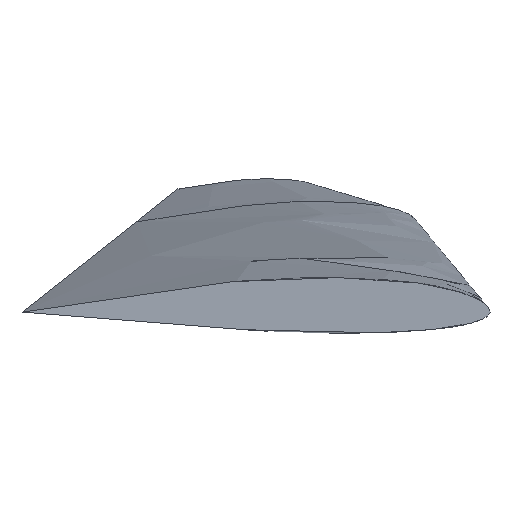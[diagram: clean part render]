
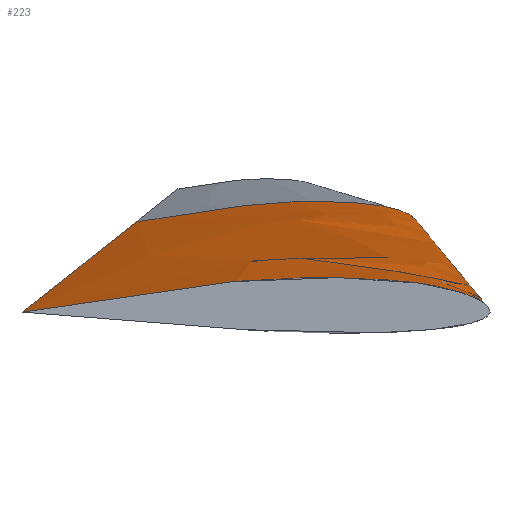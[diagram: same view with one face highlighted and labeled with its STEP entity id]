
A CAD part, left-side view. The second image highlights one B-rep face of the part: STEP entity #223.
In plain terms, the highlighted free-form (B-spline) face has degree [1, 4] with [2, 10] control points.
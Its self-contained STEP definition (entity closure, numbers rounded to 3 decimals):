
#90=CARTESIAN_POINT('Control Point',(500.,0.,0.)) ;
#91=CARTESIAN_POINT('Control Point',(1300.,45.,55.)) ;
#92=CARTESIAN_POINT('Vertex',(500.,0.,0.)) ;
#94=CARTESIAN_POINT('Vertex',(1300.,45.,55.)) ;
#116=CARTESIAN_POINT('Vertex',(500.,285.,0.)) ;
#120=CARTESIAN_POINT('Control Point',(500.,285.,0.)) ;
#121=CARTESIAN_POINT('Control Point',(1300.,215.,55.)) ;
#122=CARTESIAN_POINT('Vertex',(1300.,215.,55.)) ;
#153=CARTESIAN_POINT('Control Point',(500.,285.,0.)) ;
#154=CARTESIAN_POINT('Control Point',(500.,268.638,2.374)) ;
#155=CARTESIAN_POINT('Control Point',(500.,225.29,9.108)) ;
#156=CARTESIAN_POINT('Control Point',(500.,175.662,18.274)) ;
#157=CARTESIAN_POINT('Control Point',(500.,116.139,22.433)) ;
#158=CARTESIAN_POINT('Control Point',(500.,64.017,20.044)) ;
#159=CARTESIAN_POINT('Control Point',(500.,34.779,17.596)) ;
#160=CARTESIAN_POINT('Control Point',(500.,13.08,11.085)) ;
#161=CARTESIAN_POINT('Control Point',(500.,1.15,5.423)) ;
#162=CARTESIAN_POINT('Control Point',(500.,0.,0.)) ;
#163=CARTESIAN_POINT('Control Point',(1300.,215.,55.)) ;
#164=CARTESIAN_POINT('Control Point',(1300.,205.24,56.416)) ;
#165=CARTESIAN_POINT('Control Point',(1300.,179.383,60.433)) ;
#166=CARTESIAN_POINT('Control Point',(1300.,149.781,65.9)) ;
#167=CARTESIAN_POINT('Control Point',(1300.,114.276,68.381)) ;
#168=CARTESIAN_POINT('Control Point',(1300.,83.186,66.956)) ;
#169=CARTESIAN_POINT('Control Point',(1300.,65.746,65.496)) ;
#170=CARTESIAN_POINT('Control Point',(1300.,52.802,61.612)) ;
#171=CARTESIAN_POINT('Control Point',(1300.,45.686,58.235)) ;
#172=CARTESIAN_POINT('Control Point',(1300.,45.,55.)) ;
#174=CARTESIAN_POINT('Control Point',(500.,285.,0.)) ;
#175=CARTESIAN_POINT('Control Point',(500.,268.638,2.374)) ;
#176=CARTESIAN_POINT('Control Point',(500.,225.29,9.108)) ;
#177=CARTESIAN_POINT('Control Point',(500.,175.662,18.274)) ;
#178=CARTESIAN_POINT('Control Point',(500.,116.139,22.433)) ;
#179=CARTESIAN_POINT('Control Point',(500.,64.017,20.044)) ;
#180=CARTESIAN_POINT('Control Point',(500.,36.024,17.7)) ;
#181=CARTESIAN_POINT('Control Point',(500.,15.458,11.784)) ;
#182=CARTESIAN_POINT('Control Point',(500.,4.59,6.997)) ;
#183=CARTESIAN_POINT('Control Point',(500.,1.815,3.641)) ;
#184=CARTESIAN_POINT('Vertex',(500.,1.815,3.641)) ;
#188=CARTESIAN_POINT('Control Point',(500.,1.815,3.641)) ;
#189=CARTESIAN_POINT('Control Point',(500.,1.158,2.846)) ;
#190=CARTESIAN_POINT('Control Point',(500.,0.617,1.983)) ;
#191=CARTESIAN_POINT('Control Point',(500.,0.22,1.039)) ;
#192=CARTESIAN_POINT('Control Point',(500.,0.,0.)) ;
#195=CARTESIAN_POINT('Control Point',(1300.,84.45,66.872)) ;
#196=CARTESIAN_POINT('Control Point',(1300.,81.232,66.662)) ;
#197=CARTESIAN_POINT('Control Point',(1300.,74.145,66.097)) ;
#198=CARTESIAN_POINT('Control Point',(1300.,63.271,64.753)) ;
#199=CARTESIAN_POINT('Control Point',(1300.,52.802,61.612)) ;
#200=CARTESIAN_POINT('Control Point',(1300.,45.686,58.235)) ;
#201=CARTESIAN_POINT('Control Point',(1300.,45.,55.)) ;
#202=CARTESIAN_POINT('Vertex',(1300.,84.45,66.872)) ;
#206=CARTESIAN_POINT('Control Point',(1300.,215.,55.)) ;
#207=CARTESIAN_POINT('Control Point',(1300.,205.24,56.416)) ;
#208=CARTESIAN_POINT('Control Point',(1300.,179.383,60.433)) ;
#209=CARTESIAN_POINT('Control Point',(1300.,149.781,65.9)) ;
#210=CARTESIAN_POINT('Control Point',(1300.,117.381,68.164)) ;
#211=CARTESIAN_POINT('Control Point',(1300.,93.514,67.387)) ;
#212=CARTESIAN_POINT('Control Point',(1300.,87.043,67.041)) ;
#213=CARTESIAN_POINT('Control Point',(1300.,84.45,66.872)) ;
#216=ORIENTED_EDGE('',*,*,#124,.F.) ;
#217=ORIENTED_EDGE('',*,*,#186,.T.) ;
#218=ORIENTED_EDGE('',*,*,#193,.T.) ;
#219=ORIENTED_EDGE('',*,*,#96,.T.) ;
#220=ORIENTED_EDGE('',*,*,#204,.F.) ;
#221=ORIENTED_EDGE('',*,*,#214,.F.) ;
#223=ADVANCED_FACE('Corps principal',(#222),#152,.F.) ;
#89=B_SPLINE_CURVE_WITH_KNOTS('',1,(#90,#91),.UNSPECIFIED.,.F.,.U.,(2,2),(0.,804.938),.UNSPECIFIED.) ;
#119=B_SPLINE_CURVE_WITH_KNOTS('',1,(#120,#121),.UNSPECIFIED.,.F.,.U.,(2,2),(0.,804.938),.UNSPECIFIED.) ;
#173=B_SPLINE_CURVE_WITH_KNOTS('',4,(#174,#175,#176,#177,#178,#179,#180,#181,#182,#183),.UNSPECIFIED.,.F.,.U.,(5,1,1,1,1,1,5),(288.92,352.715,467.546,493.064,531.341,556.859,577.489),.UNSPECIFIED.) ;
#187=B_SPLINE_CURVE_WITH_KNOTS('',4,(#188,#189,#190,#191,#192),.UNSPECIFIED.,.F.,.U.,(5,5),(577.489,582.377),.UNSPECIFIED.) ;
#194=B_SPLINE_CURVE_WITH_KNOTS('',4,(#195,#196,#197,#198,#199,#200,#201),.UNSPECIFIED.,.F.,.U.,(5,1,1,5),(510.142,531.341,556.859,582.377),.UNSPECIFIED.) ;
#205=B_SPLINE_CURVE_WITH_KNOTS('',4,(#206,#207,#208,#209,#210,#211,#212,#213),.UNSPECIFIED.,.F.,.U.,(5,1,1,1,5),(288.92,352.715,467.546,493.064,510.142),.UNSPECIFIED.) ;
#152=B_SPLINE_SURFACE_WITH_KNOTS('',1,4,((#153,#154,#155,#156,#157,#158,#159,#160,#161,#162),(#163,#164,#165,#166,#167,#168,#169,#170,#171,#172)),.UNSPECIFIED.,.F.,.F.,.U.,(2,2),(5,1,1,1,1,1,5),(0.,804.938),(288.92,352.715,467.546,493.064,531.341,556.859,582.377),.UNSPECIFIED.) ;
#96=EDGE_CURVE('',#93,#95,#89,.T.) ;
#124=EDGE_CURVE('',#117,#123,#119,.T.) ;
#186=EDGE_CURVE('',#117,#185,#173,.T.) ;
#193=EDGE_CURVE('',#185,#93,#187,.T.) ;
#204=EDGE_CURVE('',#203,#95,#194,.T.) ;
#214=EDGE_CURVE('',#123,#203,#205,.T.) ;
#215=EDGE_LOOP('',(#216,#217,#218,#219,#220,#221)) ;
#222=FACE_OUTER_BOUND('',#215,.T.) ;
#93=VERTEX_POINT('',#92) ;
#95=VERTEX_POINT('',#94) ;
#117=VERTEX_POINT('',#116) ;
#123=VERTEX_POINT('',#122) ;
#185=VERTEX_POINT('',#184) ;
#203=VERTEX_POINT('',#202) ;
